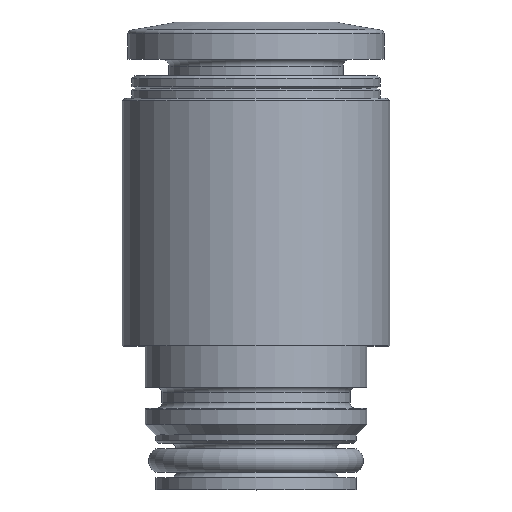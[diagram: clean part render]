
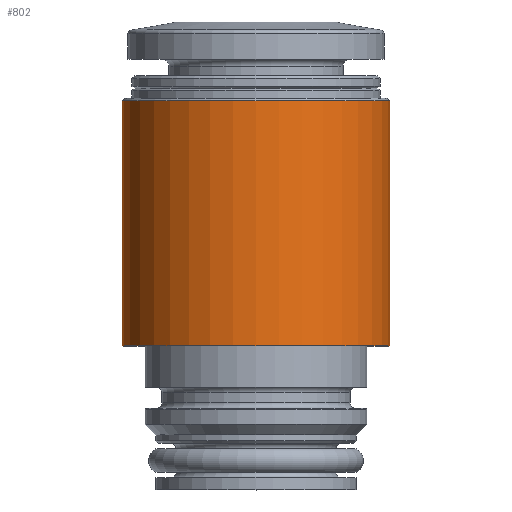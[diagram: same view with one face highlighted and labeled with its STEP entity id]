
A CAD part, top view. The second image highlights one B-rep face of the part: STEP entity #802.
In plain terms, the highlighted cylindrical face has radius 7.2 mm (diameter 14.4 mm), a full revolution.
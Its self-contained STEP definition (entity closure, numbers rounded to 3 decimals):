
#36=CYLINDRICAL_SURFACE('',#867,7.2);
#85=ORIENTED_EDGE('',*,*,#162,.F.);
#86=ORIENTED_EDGE('',*,*,#161,.T.);
#161=EDGE_CURVE('',#206,#206,#251,.T.);
#162=EDGE_CURVE('',#207,#207,#252,.T.);
#206=VERTEX_POINT('',#1154);
#207=VERTEX_POINT('',#1157);
#251=CIRCLE('',#866,7.2);
#252=CIRCLE('',#868,7.2);
#310=EDGE_LOOP('',(#85));
#311=EDGE_LOOP('',(#86));
#400=FACE_BOUND('',#310,.T.);
#401=FACE_BOUND('',#311,.T.);
#802=ADVANCED_FACE('',(#400,#401),#36,.T.);
#866=AXIS2_PLACEMENT_3D('',#1153,#986,#987);
#867=AXIS2_PLACEMENT_3D('',#1155,#988,#989);
#868=AXIS2_PLACEMENT_3D('',#1156,#990,#991);
#986=DIRECTION('',(0.,-1.,0.));
#987=DIRECTION('',(0.,0.,-1.));
#988=DIRECTION('',(0.,-1.,0.));
#989=DIRECTION('',(0.,0.,-1.));
#990=DIRECTION('',(0.,-1.,0.));
#991=DIRECTION('',(0.,0.,-1.));
#1153=CARTESIAN_POINT('',(0.,20.959,0.));
#1154=CARTESIAN_POINT('',(0.,20.959,-7.2));
#1155=CARTESIAN_POINT('',(0.,0.,0.));
#1156=CARTESIAN_POINT('',(0.,7.75,0.));
#1157=CARTESIAN_POINT('',(0.,7.75,-7.2));
